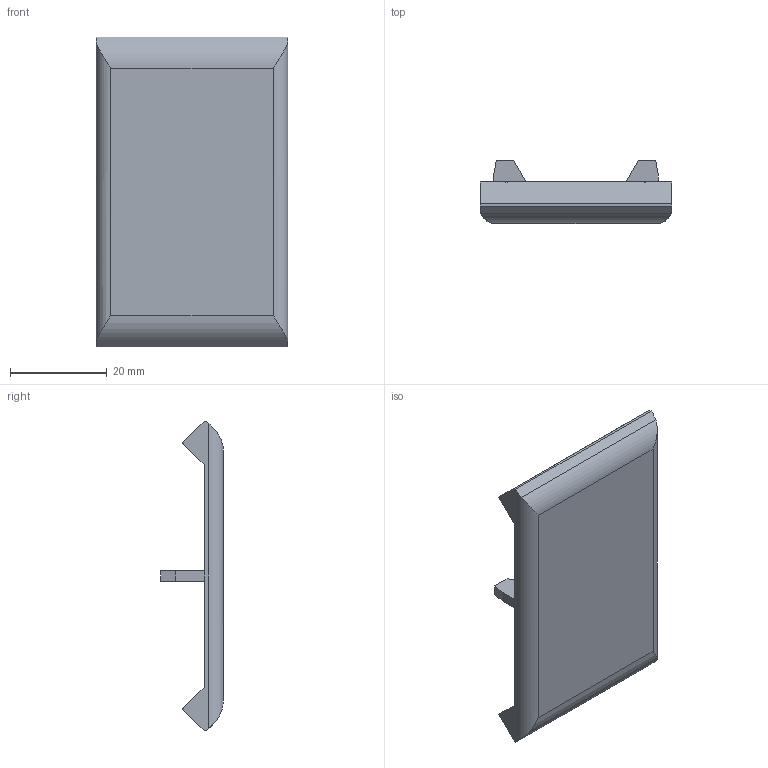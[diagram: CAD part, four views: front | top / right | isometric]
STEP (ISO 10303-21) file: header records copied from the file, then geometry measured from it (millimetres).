
FILE_DESCRIPTION (( 'STEP AP214' ), '1' );
FILE_NAME ('7268110', '2019-02-04T10:21:54', ( '' ), ('JUGARD+KÜNSTNER GmbH'), 'SwSTEP 2.0', 'SolidWorks 2017', '' );
FILE_SCHEMA (( 'AUTOMOTIVE_DESIGN' ));
Length unit declared in the file: millimetre
Products named in the file (1): 7268110_CNAJF00
Bounding box: 39.6 x 13 x 64 mm (x, y, z)
Volume: 8937.6 mm3; surface area: 6767.4 mm2
Topology: 1 solids, 1 shells, 45 faces, 123 edges, 80 vertices
Faces by surface type: plane 37, cylinder 8
Entity records: 1475 total; most frequent: CARTESIAN_POINT 329, ORIENTED_EDGE 246, DIRECTION 207, EDGE_CURVE 123, VECTOR 107, LINE 107, VERTEX_POINT 80, AXIS2_PLACEMENT_3D 50
